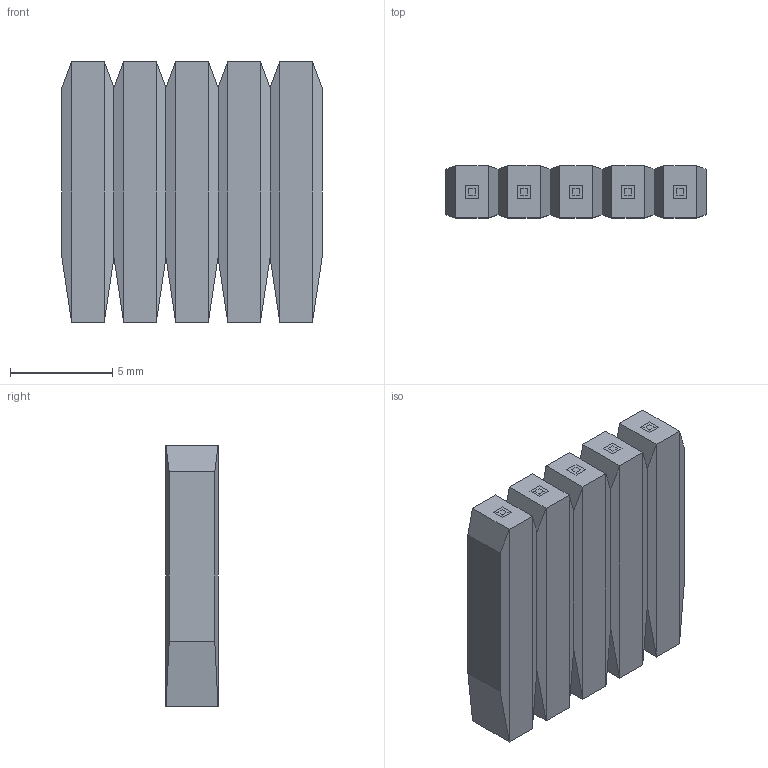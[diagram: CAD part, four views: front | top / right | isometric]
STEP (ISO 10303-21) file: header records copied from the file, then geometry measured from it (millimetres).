
FILE_DESCRIPTION(('STEP AP214'),'1');
FILE_NAME('CON5_1X5_TU_TSW','2022-03-06T15:48:31',(''),(''),'','','');
FILE_SCHEMA(('AUTOMOTIVE_DESIGN'));
Length unit declared in the file: millimetre
Products named in the file (1): product
Bounding box: 12.7 x 2.54 x 12.7 mm (x, y, z)
Volume: 375.7 mm3; surface area: 506 mm2
Topology: 11 solids, 11 shells, 162 faces, 324 edges, 184 vertices
Faces by surface type: plane 162
Entity records: 3849 total; most frequent: DIRECTION 650, ORIENTED_EDGE 648, CARTESIAN_POINT 347, EDGE_CURVE 324, LINE 324, VECTOR 324, VERTEX_POINT 184, AXIS2_PLACEMENT_3D 163
